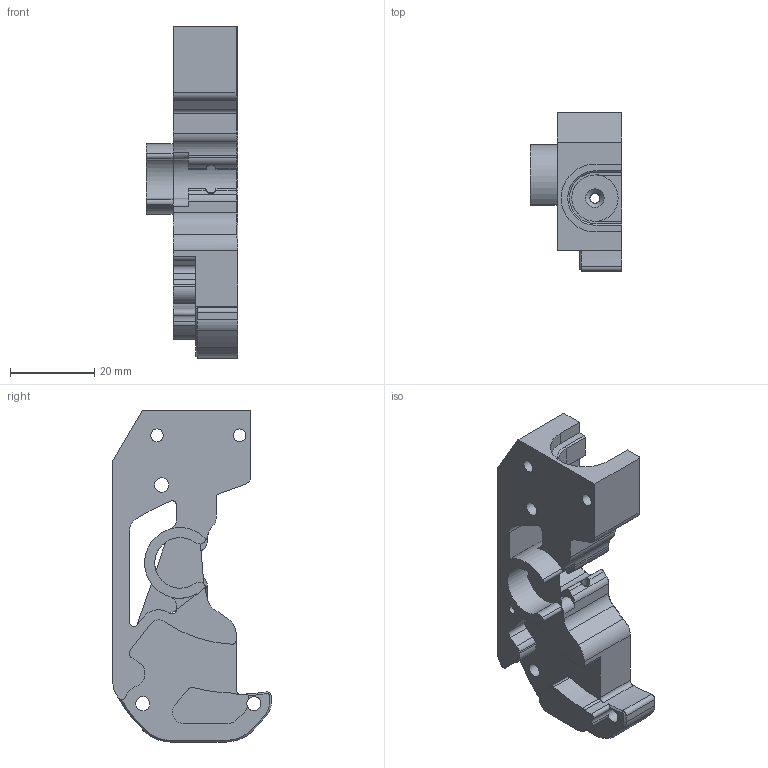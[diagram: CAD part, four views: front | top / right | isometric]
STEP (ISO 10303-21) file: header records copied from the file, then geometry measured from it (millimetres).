
FILE_DESCRIPTION(/* description */ ('STEP AP242','CAx-IF Rec.Pracs.---Representation and Presentation of Product Manufacturing Information (PMI)---4.0---2014-10-13','CAx-IF Rec.Pracs.---3D Tessellated Geometry---0.4---2014-09-14','2;1'),/* implementation_level */ '2;1');
FILE_NAME(/* name */ '62dca729bc980e43f4abd814',/* time_stamp */ '2022-07-24T01:58:02+00:00',/* author */ (''),/* organization */ (''),/* preprocessor_version */ 'ST-DEVELOPER v18.102',/* originating_system */ ' ',/* authorisation */ ' ');
FILE_SCHEMA (('AP242_MANAGED_MODEL_BASED_3D_ENGINEERING_MIM_LF { 1 0 10303 442 1 1 4 }'));
Length unit declared in the file: metre
Products named in the file (1): VORON_M4_Assembly_parts_-_Midsection v1
Bounding box: 21.8 x 37.57 x 78.83 mm (x, y, z)
Volume: 21717.6 mm3; surface area: 11488.8 mm2
Topology: 1 solids, 1 shells, 210 faces, 564 edges, 352 vertices
Faces by surface type: cylinder 86, plane 72, cone 52
Full cylindrical faces by diameter (mm): 2.4 x2, 3 x2, 3.4 x3, 4.4 x1
Entity records: 6519 total; most frequent: CARTESIAN_POINT 1215, DIRECTION 1158, ORIENTED_EDGE 1090, EDGE_CURVE 545, AXIS2_PLACEMENT_3D 438, VERTEX_POINT 346, LINE 282, VECTOR 282
